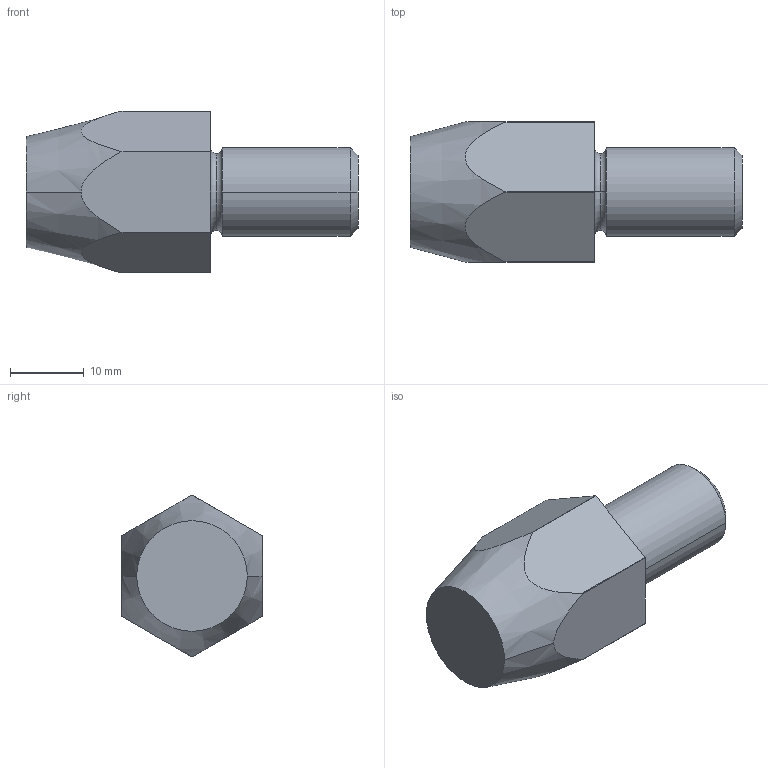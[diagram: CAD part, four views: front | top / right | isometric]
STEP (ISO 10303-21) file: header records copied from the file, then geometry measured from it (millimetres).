
FILE_DESCRIPTION( ( '' ), '1' );
FILE_NAME( 'K0296.12.stp', '2012-10-30T12:54:44', ( '' ), ( '' ), ' ', ' ', ' ' );
FILE_SCHEMA( ( 'CONFIG_CONTROL_DESIGN' ) );
Length unit declared in the file: millimetre
Products named in the file (1): 1
Bounding box: 45 x 19 x 21.9 mm (x, y, z)
Volume: 9341.9 mm3; surface area: 2799.3 mm2
Topology: 1 solids, 1 shells, 25 faces, 63 edges, 41 vertices
Faces by surface type: plane 9, cylinder 8, torus 4, cone 4
Entity records: 800 total; most frequent: CARTESIAN_POINT 146, DIRECTION 138, ORIENTED_EDGE 126, EDGE_CURVE 63, AXIS2_PLACEMENT_3D 57, VERTEX_POINT 41, CIRCLE 31, EDGE_LOOP 26
